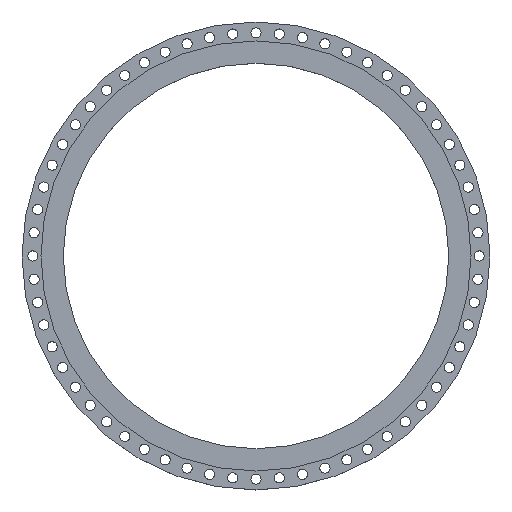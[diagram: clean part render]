
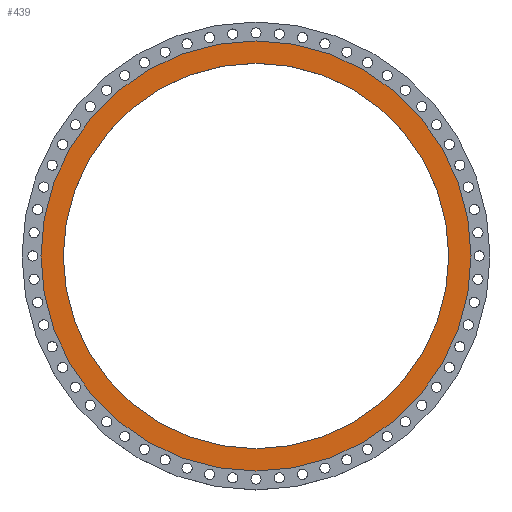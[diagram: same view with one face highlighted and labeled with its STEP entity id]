
A CAD part, top view. The second image highlights one B-rep face of the part: STEP entity #439.
In plain terms, the highlighted planar face has unit normal (0, 0, 1).
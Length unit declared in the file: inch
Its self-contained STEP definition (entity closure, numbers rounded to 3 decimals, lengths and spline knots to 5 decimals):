
#59 = DIRECTION ( 'NONE',  ( 1., 0., 0. ) ) ;
#203 = CIRCLE ( 'NONE', #4807, 35.625 ) ;
#439 = ADVANCED_FACE ( 'NONE', ( #2467, #4738 ), #3275, .F. ) ;
#753 = ORIENTED_EDGE ( 'NONE', *, *, #830, .T. ) ;
#816 = CARTESIAN_POINT ( 'NONE',  ( 0., 0., 0. ) ) ;
#830 = EDGE_CURVE ( 'NONE', #3018, #4374, #4659, .T. ) ;
#905 = CARTESIAN_POINT ( 'NONE',  ( 0., 0., 0. ) ) ;
#937 = ORIENTED_EDGE ( 'NONE', *, *, #2422, .T. ) ;
#1029 = AXIS2_PLACEMENT_3D ( 'NONE', #1714, #1889, #2218 ) ;
#1106 = ORIENTED_EDGE ( 'NONE', *, *, #1691, .F. ) ;
#1171 = AXIS2_PLACEMENT_3D ( 'NONE', #816, #3079, #59 ) ;
#1205 = DIRECTION ( 'NONE',  ( 1., 0., 0. ) ) ;
#1303 = DIRECTION ( 'NONE',  ( 0., 0., -1. ) ) ;
#1389 = VERTEX_POINT ( 'NONE', #4437 ) ;
#1413 = ORIENTED_EDGE ( 'NONE', *, *, #3036, .F. ) ;
#1433 = AXIS2_PLACEMENT_3D ( 'NONE', #3849, #3078, #1205 ) ;
#1691 = EDGE_CURVE ( 'NONE', #1389, #4478, #2416, .T. ) ;
#1714 = CARTESIAN_POINT ( 'NONE',  ( 0., 0., 0. ) ) ;
#1763 = CARTESIAN_POINT ( 'NONE',  ( -35.625, 0., 0. ) ) ;
#1889 = DIRECTION ( 'NONE',  ( 0., 0., 1. ) ) ;
#2073 = AXIS2_PLACEMENT_3D ( 'NONE', #2846, #1303, #3993 ) ;
#2218 = DIRECTION ( 'NONE',  ( 1., 0., 0. ) ) ;
#2416 = CIRCLE ( 'NONE', #1029, 35.625 ) ;
#2422 = EDGE_CURVE ( 'NONE', #4374, #3018, #3591, .T. ) ;
#2456 = DIRECTION ( 'NONE',  ( 1., 0., 0. ) ) ;
#2467 = FACE_BOUND ( 'NONE', #3738, .T. ) ;
#2506 = DIRECTION ( 'NONE',  ( 0., 0., 1. ) ) ;
#2701 = CARTESIAN_POINT ( 'NONE',  ( -39.75, 0., 0. ) ) ;
#2846 = CARTESIAN_POINT ( 'NONE',  ( 0., 35.625, 0. ) ) ;
#2909 = CARTESIAN_POINT ( 'NONE',  ( 39.75, 0., 0. ) ) ;
#3018 = VERTEX_POINT ( 'NONE', #2909 ) ;
#3036 = EDGE_CURVE ( 'NONE', #4478, #1389, #203, .T. ) ;
#3078 = DIRECTION ( 'NONE',  ( 0., 0., 1. ) ) ;
#3079 = DIRECTION ( 'NONE',  ( 0., 0., 1. ) ) ;
#3275 = PLANE ( 'NONE',  #2073 ) ;
#3356 = EDGE_LOOP ( 'NONE', ( #753, #937 ) ) ;
#3591 = CIRCLE ( 'NONE', #1171, 39.75 ) ;
#3738 = EDGE_LOOP ( 'NONE', ( #1106, #1413 ) ) ;
#3849 = CARTESIAN_POINT ( 'NONE',  ( 0., 0., 0. ) ) ;
#3993 = DIRECTION ( 'NONE',  ( -1., 0., 0. ) ) ;
#4374 = VERTEX_POINT ( 'NONE', #2701 ) ;
#4437 = CARTESIAN_POINT ( 'NONE',  ( 35.625, 0., 0. ) ) ;
#4478 = VERTEX_POINT ( 'NONE', #1763 ) ;
#4659 = CIRCLE ( 'NONE', #1433, 39.75 ) ;
#4738 = FACE_OUTER_BOUND ( 'NONE', #3356, .T. ) ;
#4807 = AXIS2_PLACEMENT_3D ( 'NONE', #905, #2506, #2456 ) ;
